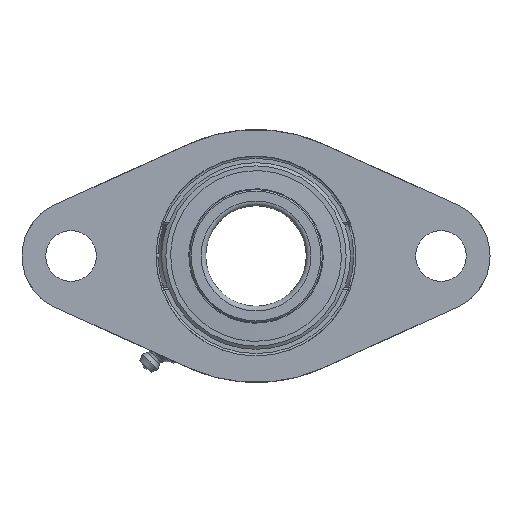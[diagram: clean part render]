
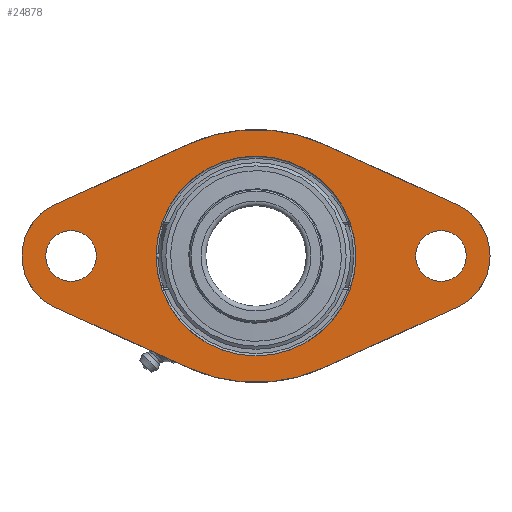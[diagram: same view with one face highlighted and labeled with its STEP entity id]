
A CAD part, front view. The second image highlights one B-rep face of the part: STEP entity #24878.
In plain terms, the highlighted face is planar.
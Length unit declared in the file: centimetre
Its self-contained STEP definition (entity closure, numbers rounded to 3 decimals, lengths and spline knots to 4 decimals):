
#18056=CARTESIAN_POINT('',(-2.1458,3.5348,0.));
#18057=VERTEX_POINT('',#18056);
#18064=CARTESIAN_POINT('',(-6.3583,1.6184,0.));
#18065=VERTEX_POINT('',#18064);
#18066=CARTESIAN_POINT('',(11234.6342,5115.6577,0.));
#18067=DIRECTION('',(-0.91,-0.414,0.));
#18068=VECTOR('',#18067,24690.);
#18069=LINE('',#18066,#18068);
#18070=EDGE_CURVE('',#18057,#18065,#18069,.T.);
#18091=CARTESIAN_POINT('',(2.1458,3.5348,0.));
#18092=VERTEX_POINT('',#18091);
#18099=CARTESIAN_POINT('',(0.,-1.1819,0.));
#18100=DIRECTION('',(0.,0.,1.));
#18101=DIRECTION('',(1.,0.,-0.));
#18102=AXIS2_PLACEMENT_3D('',#18099,#18100,#18101);
#18103=CIRCLE('',#18102,5.1819);
#18104=EDGE_CURVE('',#18092,#18057,#18103,.T.);
#20907=CARTESIAN_POINT('',(2.1458,-3.5348,0.));
#20908=VERTEX_POINT('',#20907);
#20915=CARTESIAN_POINT('',(6.3583,-1.6184,0.));
#20916=VERTEX_POINT('',#20915);
#20917=CARTESIAN_POINT('',(-11234.6342,-5115.6577,0.));
#20918=DIRECTION('',(0.91,0.414,0.));
#20919=VECTOR('',#20918,24690.);
#20920=LINE('',#20917,#20919);
#20921=EDGE_CURVE('',#20908,#20916,#20920,.T.);
#22514=CARTESIAN_POINT('',(6.3583,1.6184,0.));
#22515=VERTEX_POINT('',#22514);
#22516=CARTESIAN_POINT('',(5.622,-0.,0.));
#22517=DIRECTION('',(0.,0.,1.));
#22518=DIRECTION('',(1.,0.,-0.));
#22519=AXIS2_PLACEMENT_3D('',#22516,#22517,#22518);
#22520=CIRCLE('',#22519,1.778);
#22521=EDGE_CURVE('',#20916,#22515,#22520,.T.);
#24558=CARTESIAN_POINT('',(-0.,-3.1605,0.));
#24559=VERTEX_POINT('',#24558);
#24590=CARTESIAN_POINT('',(0.,3.1605,0.));
#24591=VERTEX_POINT('',#24590);
#24592=CARTESIAN_POINT('',(0.,0.,0.));
#24593=DIRECTION('',(0.,-0.,1.));
#24594=DIRECTION('',(0.,1.,0.));
#24595=AXIS2_PLACEMENT_3D('',#24592,#24593,#24594);
#24596=CIRCLE('',#24595,3.1605);
#24597=EDGE_CURVE('',#24591,#24559,#24596,.T.);
#24599=CARTESIAN_POINT('',(0.,0.,0.));
#24600=DIRECTION('',(0.,-0.,1.));
#24601=DIRECTION('',(0.,1.,0.));
#24602=AXIS2_PLACEMENT_3D('',#24599,#24600,#24601);
#24603=CIRCLE('',#24602,3.1605);
#24604=EDGE_CURVE('',#24559,#24591,#24603,.T.);
#24755=CARTESIAN_POINT('',(5.05,0.,0.));
#24756=VERTEX_POINT('',#24755);
#24765=CARTESIAN_POINT('',(5.85,0.,0.));
#24766=DIRECTION('',(0.,0.,1.));
#24767=DIRECTION('',(1.,0.,-0.));
#24768=AXIS2_PLACEMENT_3D('',#24765,#24766,#24767);
#24769=CIRCLE('',#24768,0.8);
#24770=EDGE_CURVE('',#24756,#24756,#24769,.T.);
#24797=CARTESIAN_POINT('',(-6.65,0.,0.));
#24798=VERTEX_POINT('',#24797);
#24805=CARTESIAN_POINT('',(-5.85,0.,0.));
#24806=DIRECTION('',(0.,0.,1.));
#24807=DIRECTION('',(1.,0.,-0.));
#24808=AXIS2_PLACEMENT_3D('',#24805,#24806,#24807);
#24809=CIRCLE('',#24808,0.8);
#24810=EDGE_CURVE('',#24798,#24798,#24809,.T.);
#24818=CARTESIAN_POINT('',(0.,-0.,0.));
#24819=DIRECTION('',(0.,0.,1.));
#24820=DIRECTION('',(1.,0.,0.));
#24821=AXIS2_PLACEMENT_3D('',#24818,#24819,#24820);
#24822=PLANE('',#24821);
#24823=ORIENTED_EDGE('',*,*,#24597,.T.);
#24824=ORIENTED_EDGE('',*,*,#24604,.T.);
#24825=EDGE_LOOP('',(#24823,#24824));
#24826=FACE_BOUND('',#24825,.T.);
#24827=ORIENTED_EDGE('',*,*,#18070,.F.);
#24828=ORIENTED_EDGE('',*,*,#18104,.F.);
#24829=CARTESIAN_POINT('',(11243.1383,-5110.5044,0.));
#24830=DIRECTION('',(-0.91,0.414,0.));
#24831=VECTOR('',#24830,24690.);
#24832=LINE('',#24829,#24831);
#24833=EDGE_CURVE('',#22515,#18092,#24832,.T.);
#24834=ORIENTED_EDGE('',*,*,#24833,.F.);
#24835=ORIENTED_EDGE('',*,*,#22521,.F.);
#24836=ORIENTED_EDGE('',*,*,#20921,.F.);
#24837=CARTESIAN_POINT('',(-2.1458,-3.5348,0.));
#24838=VERTEX_POINT('',#24837);
#24839=CARTESIAN_POINT('',(0.,1.1819,0.));
#24840=DIRECTION('',(0.,0.,1.));
#24841=DIRECTION('',(1.,0.,-0.));
#24842=AXIS2_PLACEMENT_3D('',#24839,#24840,#24841);
#24843=CIRCLE('',#24842,5.1819);
#24844=EDGE_CURVE('',#24838,#20908,#24843,.T.);
#24845=ORIENTED_EDGE('',*,*,#24844,.F.);
#24846=CARTESIAN_POINT('',(-6.3583,-1.6184,0.));
#24847=VERTEX_POINT('',#24846);
#24848=CARTESIAN_POINT('',(-11243.1383,5110.5044,0.));
#24849=DIRECTION('',(0.91,-0.414,0.));
#24850=VECTOR('',#24849,24690.);
#24851=LINE('',#24848,#24850);
#24852=EDGE_CURVE('',#24847,#24838,#24851,.T.);
#24853=ORIENTED_EDGE('',*,*,#24852,.F.);
#24854=CARTESIAN_POINT('',(-7.4,0.,0.));
#24855=VERTEX_POINT('',#24854);
#24856=CARTESIAN_POINT('',(-5.622,0.,0.));
#24857=DIRECTION('',(0.,0.,1.));
#24858=DIRECTION('',(1.,0.,-0.));
#24859=AXIS2_PLACEMENT_3D('',#24856,#24857,#24858);
#24860=CIRCLE('',#24859,1.778);
#24861=EDGE_CURVE('',#24855,#24847,#24860,.T.);
#24862=ORIENTED_EDGE('',*,*,#24861,.F.);
#24863=CARTESIAN_POINT('',(-5.622,0.,0.));
#24864=DIRECTION('',(0.,0.,1.));
#24865=DIRECTION('',(1.,0.,-0.));
#24866=AXIS2_PLACEMENT_3D('',#24863,#24864,#24865);
#24867=CIRCLE('',#24866,1.778);
#24868=EDGE_CURVE('',#18065,#24855,#24867,.T.);
#24869=ORIENTED_EDGE('',*,*,#24868,.F.);
#24870=EDGE_LOOP('',(#24827,#24828,#24834,#24835,#24836,#24845,#24853,#24862,#24869));
#24871=FACE_BOUND('',#24870,.T.);
#24872=ORIENTED_EDGE('',*,*,#24810,.T.);
#24873=EDGE_LOOP('',(#24872));
#24874=FACE_BOUND('',#24873,.T.);
#24875=ORIENTED_EDGE('',*,*,#24770,.T.);
#24876=EDGE_LOOP('',(#24875));
#24877=FACE_BOUND('',#24876,.T.);
#24878=ADVANCED_FACE('',(#24826,#24871,#24874,#24877),#24822,.F.);
